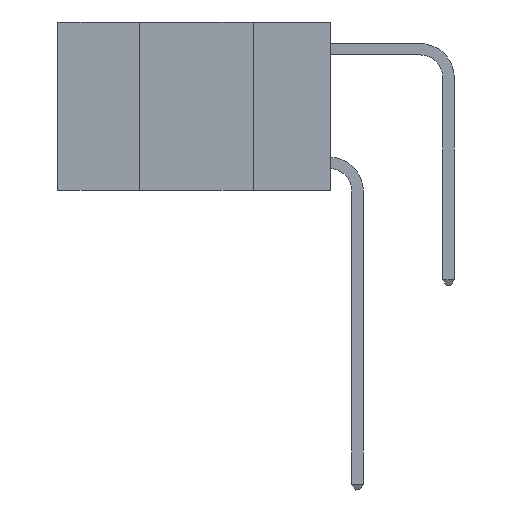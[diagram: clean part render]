
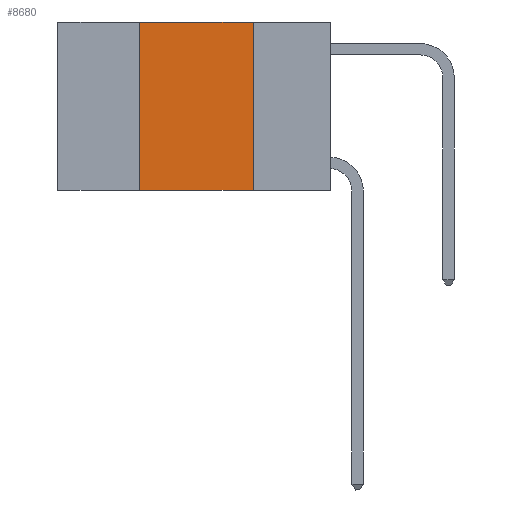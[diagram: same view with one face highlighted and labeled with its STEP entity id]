
A CAD part, left-side view. The second image highlights one B-rep face of the part: STEP entity #8680.
In plain terms, the highlighted planar face has unit normal (-1, 0, 0).
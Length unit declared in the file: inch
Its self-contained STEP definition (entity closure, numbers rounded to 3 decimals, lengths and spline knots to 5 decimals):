
#147 = LINE ( 'NONE', #20148, #12119 ) ;
#180 = CARTESIAN_POINT ( 'NONE',  ( 0., 0.17, -0.37 ) ) ;
#1207 = CARTESIAN_POINT ( 'NONE',  ( 0., 0.6, 0. ) ) ;
#1948 = AXIS2_PLACEMENT_3D ( 'NONE', #2900, #7712, #24398 ) ;
#2002 = ORIENTED_EDGE ( 'NONE', *, *, #16698, .F. ) ;
#2900 = CARTESIAN_POINT ( 'NONE',  ( 0., 0.6, 0. ) ) ;
#3389 = LINE ( 'NONE', #8065, #27264 ) ;
#3594 = ORIENTED_EDGE ( 'NONE', *, *, #16087, .F. ) ;
#3647 = CARTESIAN_POINT ( 'NONE',  ( 0., 0.42, 0. ) ) ;
#6003 = VECTOR ( 'NONE', #15517, 39.37008 ) ;
#6268 = VERTEX_POINT ( 'NONE', #8899 ) ;
#7234 = ORIENTED_EDGE ( 'NONE', *, *, #29140, .T. ) ;
#7434 = CARTESIAN_POINT ( 'NONE',  ( 0., 0.17, 0. ) ) ;
#7560 = FACE_OUTER_BOUND ( 'NONE', #9886, .T. ) ;
#7712 = DIRECTION ( 'NONE',  ( 1., 0., 0. ) ) ;
#8065 = CARTESIAN_POINT ( 'NONE',  ( 0., 0.6, -0.37 ) ) ;
#8680 = ADVANCED_FACE ( 'NONE', ( #7560 ), #29065, .F. ) ;
#8899 = CARTESIAN_POINT ( 'NONE',  ( 0., 0.42, -0.37 ) ) ;
#9876 = LINE ( 'NONE', #22535, #21779 ) ;
#9886 = EDGE_LOOP ( 'NONE', ( #10315, #3594, #2002, #7234 ) ) ;
#10315 = ORIENTED_EDGE ( 'NONE', *, *, #17299, .F. ) ;
#12119 = VECTOR ( 'NONE', #22559, 39.37008 ) ;
#12211 = VERTEX_POINT ( 'NONE', #7434 ) ;
#15517 = DIRECTION ( 'NONE',  ( 0., -1., 0. ) ) ;
#16087 = EDGE_CURVE ( 'NONE', #16105, #12211, #17906, .T. ) ;
#16105 = VERTEX_POINT ( 'NONE', #3647 ) ;
#16698 = EDGE_CURVE ( 'NONE', #6268, #16105, #147, .T. ) ;
#17299 = EDGE_CURVE ( 'NONE', #12211, #19734, #9876, .T. ) ;
#17906 = LINE ( 'NONE', #1207, #6003 ) ;
#19734 = VERTEX_POINT ( 'NONE', #180 ) ;
#20148 = CARTESIAN_POINT ( 'NONE',  ( 0., 0.42, 0. ) ) ;
#21779 = VECTOR ( 'NONE', #24963, 39.37008 ) ;
#22535 = CARTESIAN_POINT ( 'NONE',  ( 0., 0.17, 0. ) ) ;
#22559 = DIRECTION ( 'NONE',  ( 0., 0., 1. ) ) ;
#24398 = DIRECTION ( 'NONE',  ( 0., 0., -1. ) ) ;
#24963 = DIRECTION ( 'NONE',  ( 0., 0., -1. ) ) ;
#27264 = VECTOR ( 'NONE', #29525, 39.37008 ) ;
#29065 = PLANE ( 'NONE',  #1948 ) ;
#29140 = EDGE_CURVE ( 'NONE', #6268, #19734, #3389, .T. ) ;
#29525 = DIRECTION ( 'NONE',  ( 0., -1., 0. ) ) ;
